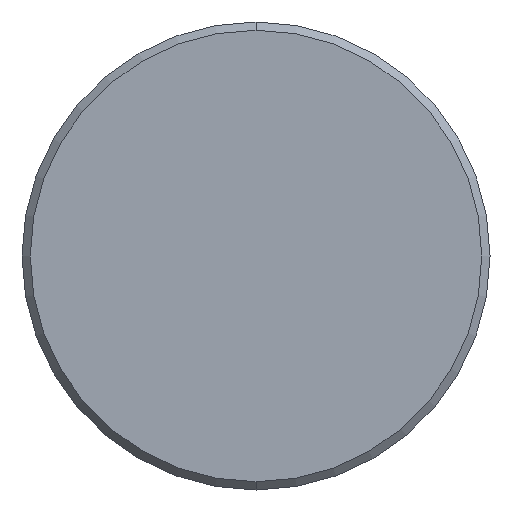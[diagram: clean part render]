
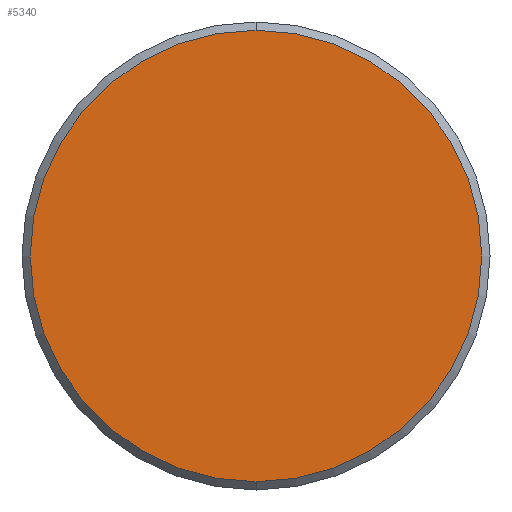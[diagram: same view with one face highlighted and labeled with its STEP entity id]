
A CAD part, front view. The second image highlights one B-rep face of the part: STEP entity #5340.
In plain terms, the highlighted planar face has unit normal (0, -1, 0).
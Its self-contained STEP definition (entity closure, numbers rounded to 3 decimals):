
#203 = CARTESIAN_POINT ( 'NONE',  ( 0., 0., 0. ) ) ;
#205 = DIRECTION ( 'NONE',  ( 0., -1., 0. ) ) ;
#210 = DIRECTION ( 'NONE',  ( 0., 0., -1. ) ) ;
#226 = PLANE ( 'NONE',  #4244 ) ;
#246 = FACE_OUTER_BOUND ( 'NONE', #4527, .T. ) ;
#354 = DIRECTION ( 'NONE',  ( 0., -1., 0. ) ) ;
#368 = CARTESIAN_POINT ( 'NONE',  ( 0., 0., 0. ) ) ;
#377 = DIRECTION ( 'NONE',  ( 0., 0., -1. ) ) ;
#1236 = EDGE_CURVE ( 'NONE', #4778, #4710, #5454, .T. ) ;
#2127 = CARTESIAN_POINT ( 'NONE',  ( 0., 0., 8.2 ) ) ;
#2258 = CARTESIAN_POINT ( 'NONE',  ( 0., 0., -8.2 ) ) ;
#3227 = DIRECTION ( 'NONE',  ( 0., -1., 0. ) ) ;
#3255 = DIRECTION ( 'NONE',  ( 0., 0., -1. ) ) ;
#3263 = CARTESIAN_POINT ( 'NONE',  ( 0., 0., 0. ) ) ;
#4217 = CIRCLE ( 'NONE', #4224, 8.2 ) ;
#4224 = AXIS2_PLACEMENT_3D ( 'NONE', #368, #354, #377 ) ;
#4244 = AXIS2_PLACEMENT_3D ( 'NONE', #203, #205, #210 ) ;
#4527 = EDGE_LOOP ( 'NONE', ( #5020, #5017 ) ) ;
#4710 = VERTEX_POINT ( 'NONE', #2258 ) ;
#4778 = VERTEX_POINT ( 'NONE', #2127 ) ;
#5017 = ORIENTED_EDGE ( 'NONE', *, *, #5363, .T. ) ;
#5020 = ORIENTED_EDGE ( 'NONE', *, *, #1236, .T. ) ;
#5340 = ADVANCED_FACE ( 'NONE', ( #246 ), #226, .T. ) ;
#5363 = EDGE_CURVE ( 'NONE', #4710, #4778, #4217, .T. ) ;
#5447 = AXIS2_PLACEMENT_3D ( 'NONE', #3263, #3227, #3255 ) ;
#5454 = CIRCLE ( 'NONE', #5447, 8.2 ) ;
